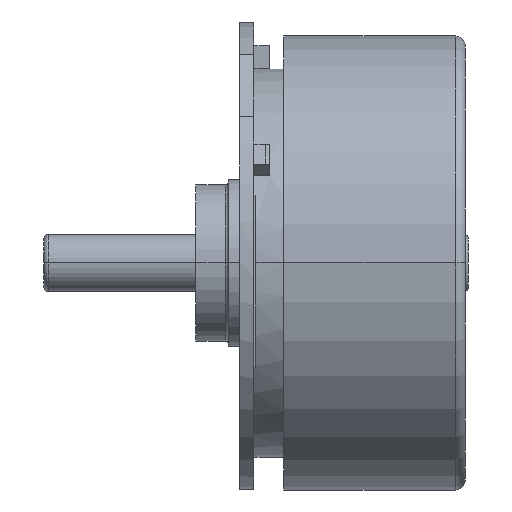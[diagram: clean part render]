
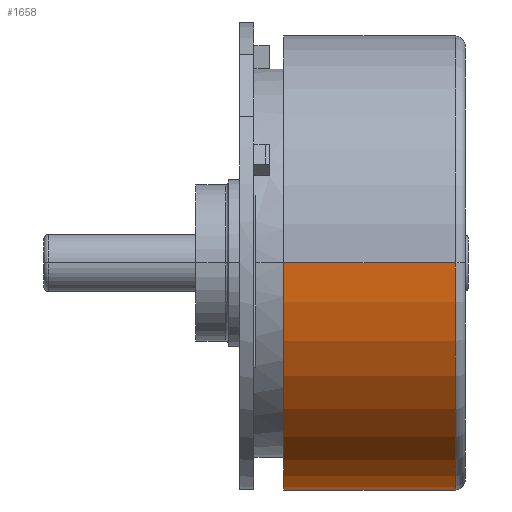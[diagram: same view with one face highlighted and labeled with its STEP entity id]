
A CAD part, front view. The second image highlights one B-rep face of the part: STEP entity #1658.
In plain terms, the highlighted cylindrical face has radius 16 mm (diameter 32 mm), a partial arc.
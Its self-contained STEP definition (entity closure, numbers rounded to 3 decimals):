
#119=DIRECTION('',(-1.,0.,0.));
#120=VECTOR('',#119,12.1);
#121=CARTESIAN_POINT('',(11.1,16.,0.));
#122=LINE('',#121,#120);
#126=DIRECTION('',(-1.,0.,0.));
#127=VECTOR('',#126,12.1);
#128=CARTESIAN_POINT('',(11.1,-16.,0.));
#129=LINE('',#128,#127);
#133=CARTESIAN_POINT('',(11.1,0.,0.));
#134=DIRECTION('',(-1.,0.,0.));
#135=DIRECTION('',(0.,1.,0.));
#136=AXIS2_PLACEMENT_3D('',#133,#134,#135);
#149=CARTESIAN_POINT('',(-1.,0.,0.));
#150=DIRECTION('',(-1.,0.,0.));
#151=DIRECTION('',(0.,1.,0.));
#152=AXIS2_PLACEMENT_3D('',#149,#150,#151);
#1373=CARTESIAN_POINT('',(11.1,16.,0.));
#1375=VERTEX_POINT('',#1373);
#1376=CARTESIAN_POINT('',(-1.,16.,0.));
#1377=VERTEX_POINT('',#1376);
#1379=CARTESIAN_POINT('',(11.1,-16.,0.));
#1381=VERTEX_POINT('',#1379);
#1382=CARTESIAN_POINT('',(-1.,-16.,0.));
#1383=VERTEX_POINT('',#1382);
#1644=CARTESIAN_POINT('',(-45.992,0.,0.));
#1645=DIRECTION('',(1.,0.,0.));
#1646=DIRECTION('',(0.,-1.,0.));
#1647=AXIS2_PLACEMENT_3D('',#1644,#1645,#1646);
#1648=CYLINDRICAL_SURFACE('',#1647,16.);
#1650=ORIENTED_EDGE('',*,*,#1649,.T.);
#1652=ORIENTED_EDGE('',*,*,#1651,.T.);
#1654=ORIENTED_EDGE('',*,*,#1653,.F.);
#1655=ORIENTED_EDGE('',*,*,#1637,.F.);
#1656=EDGE_LOOP('',(#1650,#1652,#1654,#1655));
#1657=FACE_OUTER_BOUND('',#1656,.F.);
#1658=ADVANCED_FACE('',(#1657),#1648,.T.);
#137=CIRCLE('',#136,16.);
#153=CIRCLE('',#152,16.);
#1637=EDGE_CURVE('',#1375,#1381,#137,.T.);
#1649=EDGE_CURVE('',#1375,#1377,#122,.T.);
#1651=EDGE_CURVE('',#1377,#1383,#153,.T.);
#1653=EDGE_CURVE('',#1381,#1383,#129,.T.);
